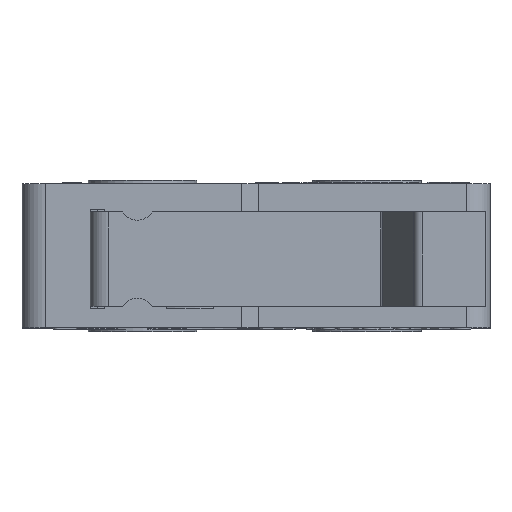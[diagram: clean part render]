
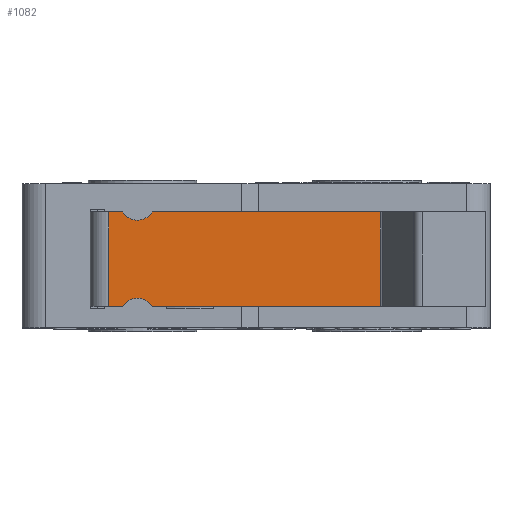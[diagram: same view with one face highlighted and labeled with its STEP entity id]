
A CAD part, top view. The second image highlights one B-rep face of the part: STEP entity #1082.
In plain terms, the highlighted planar face has unit normal (-0.013, 0, 1).
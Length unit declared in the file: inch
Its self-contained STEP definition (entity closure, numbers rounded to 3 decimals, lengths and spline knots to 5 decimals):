
#389=CARTESIAN_POINT('',(-0.03383,-0.04724,0.34502));
#390=VERTEX_POINT('',#389);
#399=CARTESIAN_POINT('',(0.01612,-0.04724,0.34566));
#400=VERTEX_POINT('',#399);
#401=CARTESIAN_POINT('',(-0.00886,-0.0315,0.34534));
#402=DIRECTION('',(0.013,0.,-1.));
#403=DIRECTION('',(-1.,0.,-0.013));
#404=AXIS2_PLACEMENT_3D('',#401,#402,#403);
#405=CIRCLE('',#404,0.02953);
#406=EDGE_CURVE('',#400,#390,#405,.T.);
#431=CARTESIAN_POINT('',(0.01612,-0.20472,0.34566));
#432=VERTEX_POINT('',#431);
#441=CARTESIAN_POINT('',(-0.03383,-0.20472,0.34502));
#442=VERTEX_POINT('',#441);
#443=CARTESIAN_POINT('',(-0.00886,-0.22047,0.34534));
#444=DIRECTION('',(0.013,0.,-1.));
#445=DIRECTION('',(-1.,0.,-0.013));
#446=AXIS2_PLACEMENT_3D('',#443,#444,#445);
#447=CIRCLE('',#446,0.02953);
#448=EDGE_CURVE('',#442,#432,#447,.T.);
#474=CARTESIAN_POINT('',(0.39596,-0.04724,0.35054));
#475=VERTEX_POINT('',#474);
#476=CARTESIAN_POINT('',(0.39596,-0.04724,0.35054));
#477=DIRECTION('',(-1.,0.,-0.013));
#478=VECTOR('',#477,0.37988);
#479=LINE('',#476,#478);
#480=EDGE_CURVE('',#475,#400,#479,.T.);
#676=CARTESIAN_POINT('',(-0.0561,-0.20472,0.34473));
#677=VERTEX_POINT('',#676);
#678=CARTESIAN_POINT('',(-0.0561,-0.20472,0.34473));
#679=DIRECTION('',(1.,0.0,0.013));
#680=VECTOR('',#679,0.02227);
#681=LINE('',#678,#680);
#682=EDGE_CURVE('',#677,#442,#681,.T.);
#776=CARTESIAN_POINT('',(0.39596,-0.20472,0.35054));
#777=VERTEX_POINT('',#776);
#785=CARTESIAN_POINT('',(0.01612,-0.20472,0.34566));
#786=DIRECTION('',(1.,0.,0.013));
#787=VECTOR('',#786,0.37988);
#788=LINE('',#785,#787);
#789=EDGE_CURVE('',#432,#777,#788,.T.);
#1044=CARTESIAN_POINT('',(0.39596,-0.04724,0.35054));
#1045=DIRECTION('',(0.0,-1.0,0.0));
#1046=VECTOR('',#1045,0.15748);
#1047=LINE('',#1044,#1046);
#1048=EDGE_CURVE('',#475,#777,#1047,.T.);
#1055=CARTESIAN_POINT('',(-0.0787,-0.2126,0.34444));
#1056=DIRECTION('',(-0.013,0.,1.));
#1057=DIRECTION('',(1.,0.,0.013));
#1058=AXIS2_PLACEMENT_3D('',#1055,#1056,#1057);
#1059=PLANE('',#1058);
#1060=ORIENTED_EDGE('',*,*,#406,.T.);
#1061=CARTESIAN_POINT('',(-0.0561,-0.04724,0.34473));
#1062=VERTEX_POINT('',#1061);
#1063=CARTESIAN_POINT('',(-0.03383,-0.04724,0.34502));
#1064=DIRECTION('',(-1.,0.0,-0.013));
#1065=VECTOR('',#1064,0.02227);
#1066=LINE('',#1063,#1065);
#1067=EDGE_CURVE('',#390,#1062,#1066,.T.);
#1068=ORIENTED_EDGE('',*,*,#1067,.T.);
#1069=CARTESIAN_POINT('',(-0.0561,-0.04724,0.34473));
#1070=DIRECTION('',(0.0,-1.0,0.0));
#1071=VECTOR('',#1070,0.15748);
#1072=LINE('',#1069,#1071);
#1073=EDGE_CURVE('',#1062,#677,#1072,.T.);
#1074=ORIENTED_EDGE('',*,*,#1073,.T.);
#1075=ORIENTED_EDGE('',*,*,#682,.T.);
#1076=ORIENTED_EDGE('',*,*,#448,.T.);
#1077=ORIENTED_EDGE('',*,*,#789,.T.);
#1078=ORIENTED_EDGE('',*,*,#1048,.F.);
#1079=ORIENTED_EDGE('',*,*,#480,.T.);
#1080=EDGE_LOOP('',(#1060,#1068,#1074,#1075,#1076,#1077,#1078,#1079));
#1081=FACE_OUTER_BOUND('',#1080,.T.);
#1082=ADVANCED_FACE('',(#1081),#1059,.T.);
